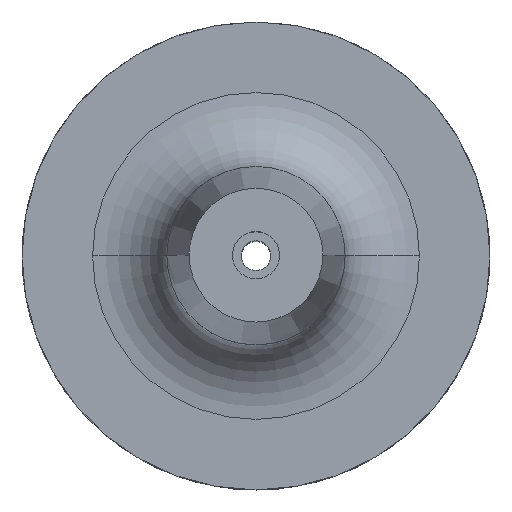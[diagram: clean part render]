
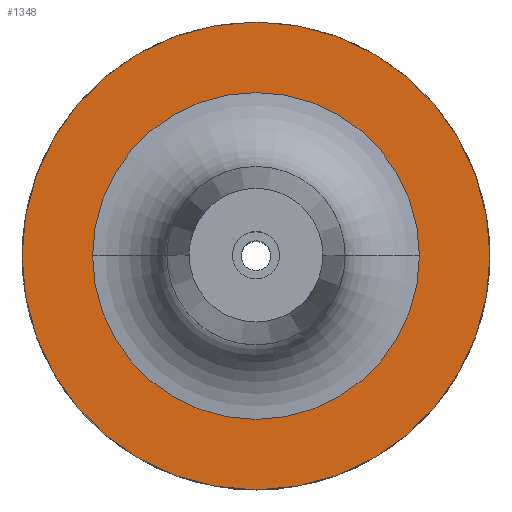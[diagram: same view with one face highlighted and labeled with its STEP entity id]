
A CAD part, top view. The second image highlights one B-rep face of the part: STEP entity #1348.
In plain terms, the highlighted planar face has unit normal (0, 0, 1).
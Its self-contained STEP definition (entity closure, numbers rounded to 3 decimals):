
#108 = CARTESIAN_POINT ( 'NONE',  ( 0., 0., 27. ) ) ;
#230 = DIRECTION ( 'NONE',  ( -1., 0., 0. ) ) ;
#282 = ORIENTED_EDGE ( 'NONE', *, *, #569, .F. ) ;
#313 = DIRECTION ( 'NONE',  ( 0., 0., -1. ) ) ;
#429 = ORIENTED_EDGE ( 'NONE', *, *, #1035, .T. ) ;
#471 = VERTEX_POINT ( 'NONE', #1304 ) ;
#507 = AXIS2_PLACEMENT_3D ( 'NONE', #1634, #563, #821 ) ;
#563 = DIRECTION ( 'NONE',  ( 0., 0., -1. ) ) ;
#569 = EDGE_CURVE ( 'NONE', #971, #471, #1562, .T. ) ;
#692 = CARTESIAN_POINT ( 'NONE',  ( 31.5, 0., 27. ) ) ;
#747 = ORIENTED_EDGE ( 'NONE', *, *, #1010, .F. ) ;
#756 = CARTESIAN_POINT ( 'NONE',  ( 22., 0., 27. ) ) ;
#806 = AXIS2_PLACEMENT_3D ( 'NONE', #1642, #1623, #815 ) ;
#815 = DIRECTION ( 'NONE',  ( -1., 0., 0. ) ) ;
#821 = DIRECTION ( 'NONE',  ( -1., 0., 0. ) ) ;
#971 = VERTEX_POINT ( 'NONE', #692 ) ;
#985 = CARTESIAN_POINT ( 'NONE',  ( 0., 0., 27. ) ) ;
#1007 = ORIENTED_EDGE ( 'NONE', *, *, #1680, .T. ) ;
#1010 = EDGE_CURVE ( 'NONE', #471, #971, #1080, .T. ) ;
#1030 = DIRECTION ( 'NONE',  ( -1., 0., 0. ) ) ;
#1035 = EDGE_CURVE ( 'NONE', #1157, #1549, #1143, .T. ) ;
#1037 = DIRECTION ( 'NONE',  ( 0., 0., -1. ) ) ;
#1044 = CIRCLE ( 'NONE', #507, 22. ) ;
#1080 = CIRCLE ( 'NONE', #806, 31.5 ) ;
#1143 = CIRCLE ( 'NONE', #1545, 22. ) ;
#1157 = VERTEX_POINT ( 'NONE', #1270 ) ;
#1184 = CARTESIAN_POINT ( 'NONE',  ( 0., 0., 27. ) ) ;
#1224 = FACE_BOUND ( 'NONE', #1571, .T. ) ;
#1257 = AXIS2_PLACEMENT_3D ( 'NONE', #108, #1037, #1030 ) ;
#1259 = DIRECTION ( 'NONE',  ( -1., 0., 0. ) ) ;
#1270 = CARTESIAN_POINT ( 'NONE',  ( -22., 0., 27. ) ) ;
#1304 = CARTESIAN_POINT ( 'NONE',  ( -31.5, 0., 27. ) ) ;
#1348 = ADVANCED_FACE ( 'NONE', ( #1224, #1458 ), #1709, .F. ) ;
#1458 = FACE_OUTER_BOUND ( 'NONE', #1466, .T. ) ;
#1466 = EDGE_LOOP ( 'NONE', ( #747, #282 ) ) ;
#1468 = DIRECTION ( 'NONE',  ( 0., 0., -1. ) ) ;
#1545 = AXIS2_PLACEMENT_3D ( 'NONE', #985, #313, #1259 ) ;
#1549 = VERTEX_POINT ( 'NONE', #756 ) ;
#1562 = CIRCLE ( 'NONE', #1257, 31.5 ) ;
#1571 = EDGE_LOOP ( 'NONE', ( #429, #1007 ) ) ;
#1598 = AXIS2_PLACEMENT_3D ( 'NONE', #1184, #1468, #230 ) ;
#1623 = DIRECTION ( 'NONE',  ( 0., 0., -1. ) ) ;
#1634 = CARTESIAN_POINT ( 'NONE',  ( 0., 0., 27. ) ) ;
#1642 = CARTESIAN_POINT ( 'NONE',  ( 0., 0., 27. ) ) ;
#1680 = EDGE_CURVE ( 'NONE', #1549, #1157, #1044, .T. ) ;
#1709 = PLANE ( 'NONE',  #1598 ) ;
